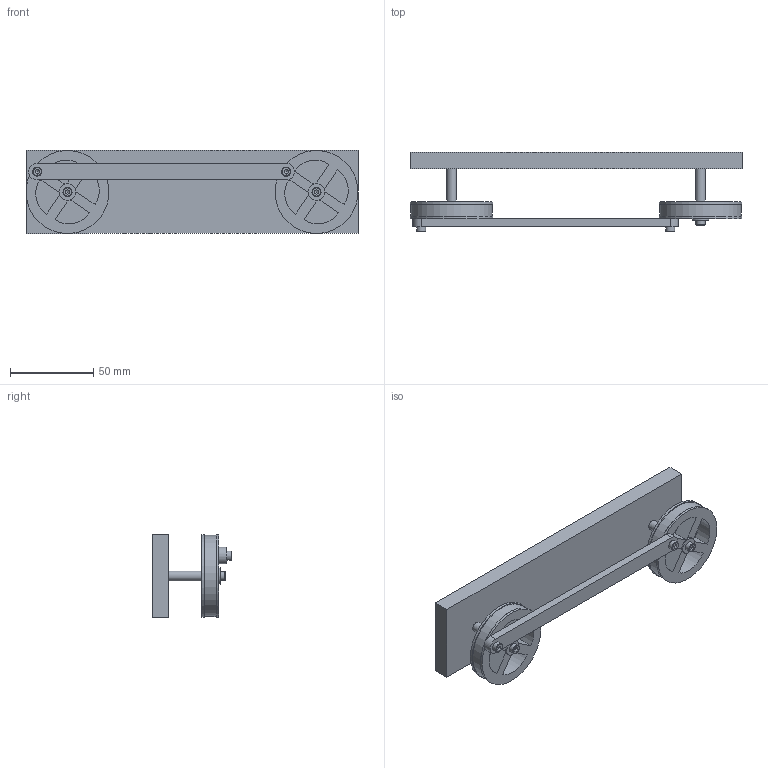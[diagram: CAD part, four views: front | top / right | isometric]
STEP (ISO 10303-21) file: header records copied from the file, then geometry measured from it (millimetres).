
FILE_DESCRIPTION(/* description */ ('Finishing'),/* implementation_level */ '2;1');
FILE_NAME(/* name */ 'Total Assy.stp',/* time_stamp */ '2018-04-02T13:20:04+07:00',/* author */ ('ThinkPad'),/* organization */ (''),/* preprocessor_version */ 'ST-DEVELOPER v16.1',/* originating_system */ 'Autodesk Inventor 2016',/* authorisation */ '');
FILE_SCHEMA (('AUTOMOTIVE_DESIGN { 1 0 10303 214 3 1 1 }'));
Length unit declared in the file: millimetre
Products named in the file (7): Base Mounting; Wheels; Shaft; Ring; ISO 4762 - M3 x 5ISO; Beam Connector; Total Assy
Assembly tree (12 placements, depth 2):
  Total Assy
    Base Mounting
    Wheels  x2
    Shaft  x2
    Ring  x2
    ISO 4762 - M3 x 5ISO  x4
    Beam Connector
Bounding box: 200 x 48 x 50 mm (x, y, z)
Volume: 132565.5 mm3; surface area: 45613 mm2
Topology: 12 solids, 12 shells, 148 faces, 326 edges, 214 vertices
Faces by surface type: plane 82, cylinder 46, cone 12, torus 8
Full cylindrical faces by diameter (mm): 2.459 x6, 3 x4, 3.4 x2, 3.5 x2, 4 x4, 5.5 x4, 6 x4, 6.5 x2, 10 x2, 49 x2, 50 x4
Entity records: 1977 total; most frequent: DIRECTION 342, CARTESIAN_POINT 312, ORIENTED_EDGE 238, AXIS2_PLACEMENT_3D 141, EDGE_LOOP 122, EDGE_CURVE 119, VERTEX_POINT 93, FACE_OUTER_BOUND 69
